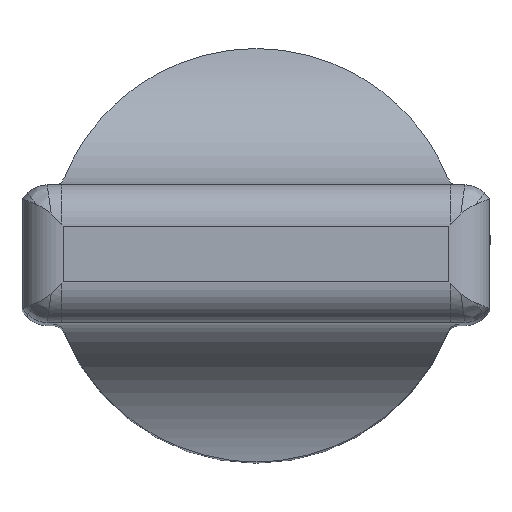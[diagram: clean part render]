
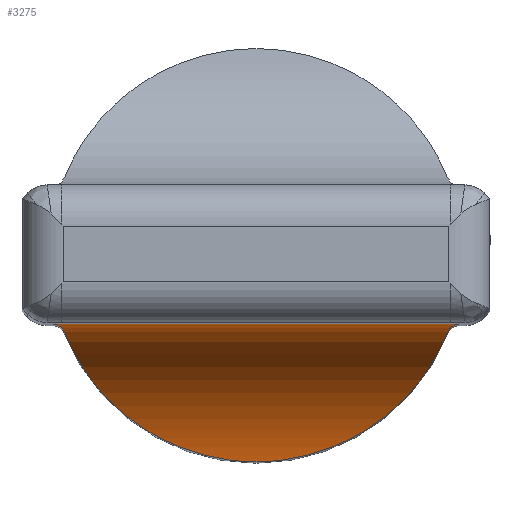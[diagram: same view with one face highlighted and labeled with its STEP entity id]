
A CAD part, top view. The second image highlights one B-rep face of the part: STEP entity #3275.
In plain terms, the highlighted cylindrical face has radius 6.1 mm (diameter 12.2 mm), a partial arc.
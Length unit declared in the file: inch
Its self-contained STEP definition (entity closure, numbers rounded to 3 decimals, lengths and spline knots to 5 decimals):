
#3161=CARTESIAN_POINT('Vertex',(0.27373,-0.11073,0.16034)) ;
#3165=CARTESIAN_POINT('Control Point',(0.27373,-0.11073,0.16034)) ;
#3166=CARTESIAN_POINT('Control Point',(0.26997,-0.12002,0.13243)) ;
#3167=CARTESIAN_POINT('Control Point',(0.26406,-0.1335,0.10621)) ;
#3168=CARTESIAN_POINT('Control Point',(0.25535,-0.15071,0.08274)) ;
#3169=CARTESIAN_POINT('Control Point',(0.23592,-0.18046,0.0529)) ;
#3170=CARTESIAN_POINT('Control Point',(0.20787,-0.21047,0.03251)) ;
#3171=CARTESIAN_POINT('Control Point',(0.19701,-0.22072,0.02652)) ;
#3172=CARTESIAN_POINT('Control Point',(0.15793,-0.25305,0.01001)) ;
#3173=CARTESIAN_POINT('Control Point',(0.11024,-0.27781,0.00314)) ;
#3174=CARTESIAN_POINT('Control Point',(0.07432,-0.28943,0.00107)) ;
#3175=CARTESIAN_POINT('Control Point',(0.03716,-0.29528,0.)) ;
#3176=CARTESIAN_POINT('Control Point',(0.,-0.29528,0.)) ;
#3177=CARTESIAN_POINT('Vertex',(0.,-0.29528,0.)) ;
#3181=CARTESIAN_POINT('Control Point',(-0.27373,-0.11073,0.16034)) ;
#3182=CARTESIAN_POINT('Control Point',(-0.26997,-0.12002,0.13243)) ;
#3183=CARTESIAN_POINT('Control Point',(-0.26406,-0.1335,0.10621)) ;
#3184=CARTESIAN_POINT('Control Point',(-0.25535,-0.15071,0.08274)) ;
#3185=CARTESIAN_POINT('Control Point',(-0.23592,-0.18046,0.0529)) ;
#3186=CARTESIAN_POINT('Control Point',(-0.20787,-0.21047,0.03251)) ;
#3187=CARTESIAN_POINT('Control Point',(-0.19701,-0.22072,0.02652)) ;
#3188=CARTESIAN_POINT('Control Point',(-0.15793,-0.25305,0.01001)) ;
#3189=CARTESIAN_POINT('Control Point',(-0.11024,-0.27781,0.00314)) ;
#3190=CARTESIAN_POINT('Control Point',(-0.07432,-0.28943,0.00107)) ;
#3191=CARTESIAN_POINT('Control Point',(-0.03716,-0.29528,0.)) ;
#3192=CARTESIAN_POINT('Control Point',(0.,-0.29528,0.)) ;
#3193=CARTESIAN_POINT('Vertex',(-0.27373,-0.11073,0.16034)) ;
#3224=CARTESIAN_POINT('Axis2P3D Location',(0.13919,-0.33858,0.23622)) ;
#3230=CARTESIAN_POINT('Control Point',(0.27373,-0.11073,0.16034)) ;
#3231=CARTESIAN_POINT('Control Point',(0.27625,-0.1045,0.17903)) ;
#3232=CARTESIAN_POINT('Control Point',(0.28109,-0.10045,0.19802)) ;
#3233=CARTESIAN_POINT('Control Point',(0.28651,-0.09843,0.21713)) ;
#3234=CARTESIAN_POINT('Control Point',(0.29198,-0.09843,0.23622)) ;
#3235=CARTESIAN_POINT('Vertex',(0.29198,-0.09843,0.23622)) ;
#3238=CARTESIAN_POINT('Line Origine',(0.13919,-0.09843,0.23622)) ;
#3242=CARTESIAN_POINT('Vertex',(0.27839,-0.09843,0.23622)) ;
#3245=CARTESIAN_POINT('Line Origine',(0.13919,-0.09843,0.23622)) ;
#3249=CARTESIAN_POINT('Vertex',(-0.27839,-0.09843,0.23622)) ;
#3252=CARTESIAN_POINT('Line Origine',(0.13919,-0.09843,0.23622)) ;
#3256=CARTESIAN_POINT('Vertex',(-0.29198,-0.09843,0.23622)) ;
#3260=CARTESIAN_POINT('Control Point',(-0.27373,-0.11073,0.16034)) ;
#3261=CARTESIAN_POINT('Control Point',(-0.27625,-0.1045,0.17903)) ;
#3262=CARTESIAN_POINT('Control Point',(-0.28109,-0.10045,0.19802)) ;
#3263=CARTESIAN_POINT('Control Point',(-0.28651,-0.09843,0.21713)) ;
#3264=CARTESIAN_POINT('Control Point',(-0.29198,-0.09843,0.23622)) ;
#3225=DIRECTION('Axis2P3D Direction',(-1.,0.,0.)) ;
#3226=DIRECTION('Axis2P3D XDirection',(-0.,1.,0.)) ;
#3239=DIRECTION('Vector Direction',(-1.,0.,0.)) ;
#3246=DIRECTION('Vector Direction',(-1.,0.,0.)) ;
#3253=DIRECTION('Vector Direction',(-1.,0.,0.)) ;
#3227=AXIS2_PLACEMENT_3D('Cylinder Axis2P3D',#3224,#3225,#3226) ;
#3267=ORIENTED_EDGE('',*,*,#3237,.F.) ;
#3268=ORIENTED_EDGE('',*,*,#3244,.T.) ;
#3269=ORIENTED_EDGE('',*,*,#3251,.F.) ;
#3270=ORIENTED_EDGE('',*,*,#3258,.F.) ;
#3271=ORIENTED_EDGE('',*,*,#3265,.T.) ;
#3272=ORIENTED_EDGE('',*,*,#3195,.T.) ;
#3273=ORIENTED_EDGE('',*,*,#3179,.F.) ;
#3240=VECTOR('Line Direction',#3239,0.03937) ;
#3247=VECTOR('Line Direction',#3246,0.03937) ;
#3254=VECTOR('Line Direction',#3253,0.03937) ;
#3275=ADVANCED_FACE('PartBody',(#3274),#3228,.F.) ;
#3164=B_SPLINE_CURVE_WITH_KNOTS('',5,(#3165,#3166,#3167,#3168,#3169,#3170,#3171,#3172,#3173,#3174,#3175,#3176),.UNSPECIFIED.,.F.,.U.,(6,3,3,6),(2.77995,8.10581,10.97813,17.652),.UNSPECIFIED.) ;
#3180=B_SPLINE_CURVE_WITH_KNOTS('',5,(#3181,#3182,#3183,#3184,#3185,#3186,#3187,#3188,#3189,#3190,#3191,#3192),.UNSPECIFIED.,.F.,.U.,(6,3,3,6),(2.77995,8.10581,10.97813,17.652),.UNSPECIFIED.) ;
#3229=B_SPLINE_CURVE_WITH_KNOTS('',4,(#3230,#3231,#3232,#3233,#3234),.UNSPECIFIED.,.F.,.U.,(5,5),(0.,2.85383),.UNSPECIFIED.) ;
#3259=B_SPLINE_CURVE_WITH_KNOTS('',4,(#3260,#3261,#3262,#3263,#3264),.UNSPECIFIED.,.F.,.U.,(5,5),(0.,2.85383),.UNSPECIFIED.) ;
#3228=CYLINDRICAL_SURFACE('generated cylinder',#3227,0.24016) ;
#3179=EDGE_CURVE('',#3162,#3178,#3164,.T.) ;
#3195=EDGE_CURVE('',#3194,#3178,#3180,.T.) ;
#3237=EDGE_CURVE('',#3236,#3162,#3229,.F.) ;
#3244=EDGE_CURVE('',#3236,#3243,#3241,.T.) ;
#3251=EDGE_CURVE('',#3250,#3243,#3248,.F.) ;
#3258=EDGE_CURVE('',#3257,#3250,#3255,.F.) ;
#3265=EDGE_CURVE('',#3257,#3194,#3259,.F.) ;
#3266=EDGE_LOOP('',(#3267,#3268,#3269,#3270,#3271,#3272,#3273)) ;
#3274=FACE_OUTER_BOUND('',#3266,.T.) ;
#3241=LINE('Line',#3238,#3240) ;
#3248=LINE('Line',#3245,#3247) ;
#3255=LINE('Line',#3252,#3254) ;
#3162=VERTEX_POINT('',#3161) ;
#3178=VERTEX_POINT('',#3177) ;
#3194=VERTEX_POINT('',#3193) ;
#3236=VERTEX_POINT('',#3235) ;
#3243=VERTEX_POINT('',#3242) ;
#3250=VERTEX_POINT('',#3249) ;
#3257=VERTEX_POINT('',#3256) ;
